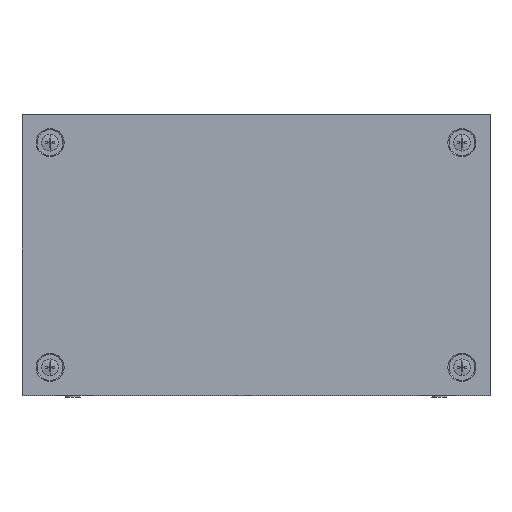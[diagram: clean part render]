
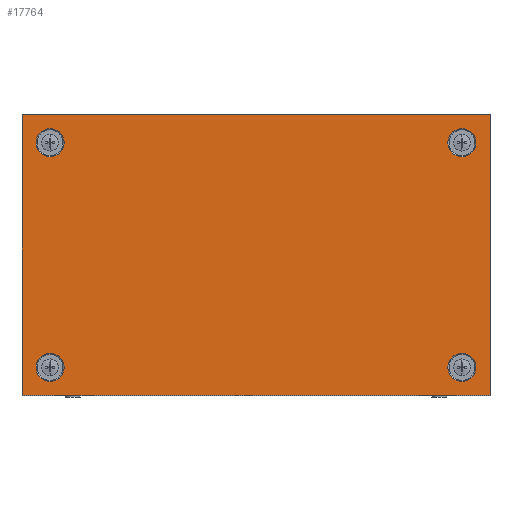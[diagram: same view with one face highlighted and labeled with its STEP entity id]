
A CAD part, top view. The second image highlights one B-rep face of the part: STEP entity #17764.
In plain terms, the highlighted planar face has unit normal (0, 0, 1).
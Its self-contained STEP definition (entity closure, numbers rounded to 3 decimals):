
#147 = CARTESIAN_POINT ( 'NONE',  ( 15., 15., 0. ) ) ;
#400 = VECTOR ( 'NONE', #18069, 1000. ) ;
#660 = CARTESIAN_POINT ( 'NONE',  ( 227.5, 15., 0. ) ) ;
#698 = CARTESIAN_POINT ( 'NONE',  ( 0., 0., 0. ) ) ;
#904 = VERTEX_POINT ( 'NONE', #4583 ) ;
#1257 = VERTEX_POINT ( 'NONE', #4125 ) ;
#1299 = EDGE_LOOP ( 'NONE', ( #10336, #8772 ) ) ;
#1395 = AXIS2_PLACEMENT_3D ( 'NONE', #4755, #18494, #10231 ) ;
#1414 = CARTESIAN_POINT ( 'NONE',  ( 242.5, 15., 0. ) ) ;
#1773 = EDGE_CURVE ( 'NONE', #20574, #5197, #4127, .T. ) ;
#2621 = FACE_BOUND ( 'NONE', #1299, .T. ) ;
#2707 = LINE ( 'NONE', #11449, #15535 ) ;
#2986 = DIRECTION ( 'NONE',  ( 0., 0., 1. ) ) ;
#3063 = CARTESIAN_POINT ( 'NONE',  ( 7.5, 15., 0. ) ) ;
#3203 = CARTESIAN_POINT ( 'NONE',  ( 15., 135., 0. ) ) ;
#3209 = CIRCLE ( 'NONE', #11821, 7.5 ) ;
#3348 = CIRCLE ( 'NONE', #19537, 7.5 ) ;
#3515 = LINE ( 'NONE', #5429, #20645 ) ;
#3831 = EDGE_CURVE ( 'NONE', #904, #18958, #8348, .T. ) ;
#3836 = CARTESIAN_POINT ( 'NONE',  ( 15., 15., 0. ) ) ;
#3849 = DIRECTION ( 'NONE',  ( 0., 0., 1. ) ) ;
#3963 = FACE_BOUND ( 'NONE', #14549, .T. ) ;
#4125 = CARTESIAN_POINT ( 'NONE',  ( 0., 0., 0. ) ) ;
#4127 = CIRCLE ( 'NONE', #12013, 7.5 ) ;
#4181 = ORIENTED_EDGE ( 'NONE', *, *, #9348, .F. ) ;
#4211 = CARTESIAN_POINT ( 'NONE',  ( 0., 150., 0. ) ) ;
#4308 = EDGE_LOOP ( 'NONE', ( #21857, #16898, #10910, #4687 ) ) ;
#4583 = CARTESIAN_POINT ( 'NONE',  ( 7.5, 135., 0. ) ) ;
#4687 = ORIENTED_EDGE ( 'NONE', *, *, #22131, .T. ) ;
#4755 = CARTESIAN_POINT ( 'NONE',  ( 15., 135., 0. ) ) ;
#5197 = VERTEX_POINT ( 'NONE', #3063 ) ;
#5203 = VERTEX_POINT ( 'NONE', #4211 ) ;
#5429 = CARTESIAN_POINT ( 'NONE',  ( 0., 0., 0. ) ) ;
#6680 = EDGE_CURVE ( 'NONE', #10837, #15589, #11221, .T. ) ;
#6849 = VECTOR ( 'NONE', #16680, 1000. ) ;
#7040 = VERTEX_POINT ( 'NONE', #15432 ) ;
#7128 = VERTEX_POINT ( 'NONE', #19653 ) ;
#7146 = EDGE_LOOP ( 'NONE', ( #8102, #9009 ) ) ;
#7326 = DIRECTION ( 'NONE',  ( 0., 0., 1. ) ) ;
#7462 = DIRECTION ( 'NONE',  ( 0., 0., -1. ) ) ;
#7464 = EDGE_CURVE ( 'NONE', #15589, #10837, #17115, .T. ) ;
#8015 = CIRCLE ( 'NONE', #13051, 7.5 ) ;
#8102 = ORIENTED_EDGE ( 'NONE', *, *, #6680, .F. ) ;
#8241 = CIRCLE ( 'NONE', #1395, 7.5 ) ;
#8348 = CIRCLE ( 'NONE', #21006, 7.5 ) ;
#8672 = FACE_BOUND ( 'NONE', #7146, .T. ) ;
#8748 = CARTESIAN_POINT ( 'NONE',  ( 22.5, 135., 0. ) ) ;
#8772 = ORIENTED_EDGE ( 'NONE', *, *, #9334, .F. ) ;
#9009 = ORIENTED_EDGE ( 'NONE', *, *, #7464, .F. ) ;
#9221 = DIRECTION ( 'NONE',  ( 1., 0., 0. ) ) ;
#9334 = EDGE_CURVE ( 'NONE', #5197, #20574, #8015, .T. ) ;
#9348 = EDGE_CURVE ( 'NONE', #9799, #7040, #3348, .T. ) ;
#9353 = EDGE_CURVE ( 'NONE', #5203, #1257, #3515, .T. ) ;
#9469 = PLANE ( 'NONE',  #16255 ) ;
#9636 = DIRECTION ( 'NONE',  ( 0., 0., 1. ) ) ;
#9652 = EDGE_LOOP ( 'NONE', ( #15779, #4181 ) ) ;
#9799 = VERTEX_POINT ( 'NONE', #19716 ) ;
#10231 = DIRECTION ( 'NONE',  ( 1., 0., 0. ) ) ;
#10336 = ORIENTED_EDGE ( 'NONE', *, *, #1773, .F. ) ;
#10461 = DIRECTION ( 'NONE',  ( 0., -1., 0. ) ) ;
#10619 = AXIS2_PLACEMENT_3D ( 'NONE', #16200, #18149, #20084 ) ;
#10687 = DIRECTION ( 'NONE',  ( 1., 0., 0. ) ) ;
#10814 = ORIENTED_EDGE ( 'NONE', *, *, #3831, .F. ) ;
#10837 = VERTEX_POINT ( 'NONE', #1414 ) ;
#10839 = CARTESIAN_POINT ( 'NONE',  ( 235., 135., 0. ) ) ;
#10910 = ORIENTED_EDGE ( 'NONE', *, *, #9353, .T. ) ;
#11221 = CIRCLE ( 'NONE', #18806, 7.5 ) ;
#11449 = CARTESIAN_POINT ( 'NONE',  ( 0., 0., 0. ) ) ;
#11523 = DIRECTION ( 'NONE',  ( 1., 0., 0. ) ) ;
#11821 = AXIS2_PLACEMENT_3D ( 'NONE', #10839, #17749, #18407 ) ;
#12013 = AXIS2_PLACEMENT_3D ( 'NONE', #3836, #7326, #9221 ) ;
#12652 = LINE ( 'NONE', #16018, #400 ) ;
#13017 = EDGE_CURVE ( 'NONE', #7040, #9799, #3209, .T. ) ;
#13051 = AXIS2_PLACEMENT_3D ( 'NONE', #147, #3849, #18959 ) ;
#13469 = EDGE_CURVE ( 'NONE', #18958, #904, #8241, .T. ) ;
#13879 = DIRECTION ( 'NONE',  ( 0., 0., 1. ) ) ;
#14404 = ORIENTED_EDGE ( 'NONE', *, *, #13469, .F. ) ;
#14549 = EDGE_LOOP ( 'NONE', ( #14404, #10814 ) ) ;
#14770 = LINE ( 'NONE', #18275, #6849 ) ;
#15432 = CARTESIAN_POINT ( 'NONE',  ( 242.5, 135., 0. ) ) ;
#15535 = VECTOR ( 'NONE', #16415, 1000. ) ;
#15537 = FACE_BOUND ( 'NONE', #9652, .T. ) ;
#15589 = VERTEX_POINT ( 'NONE', #660 ) ;
#15779 = ORIENTED_EDGE ( 'NONE', *, *, #13017, .F. ) ;
#16018 = CARTESIAN_POINT ( 'NONE',  ( 0., 150., 0. ) ) ;
#16168 = DIRECTION ( 'NONE',  ( 1., 0., 0. ) ) ;
#16200 = CARTESIAN_POINT ( 'NONE',  ( 235., 15., 0. ) ) ;
#16216 = DIRECTION ( 'NONE',  ( -1., 0., 0. ) ) ;
#16255 = AXIS2_PLACEMENT_3D ( 'NONE', #698, #7462, #16216 ) ;
#16411 = CARTESIAN_POINT ( 'NONE',  ( 22.5, 15., 0. ) ) ;
#16415 = DIRECTION ( 'NONE',  ( 1., 0., 0. ) ) ;
#16680 = DIRECTION ( 'NONE',  ( 0., 1., 0. ) ) ;
#16898 = ORIENTED_EDGE ( 'NONE', *, *, #20105, .T. ) ;
#17115 = CIRCLE ( 'NONE', #10619, 7.5 ) ;
#17749 = DIRECTION ( 'NONE',  ( 0., 0., 1. ) ) ;
#17764 = ADVANCED_FACE ( 'NONE', ( #8672, #15537, #3963, #2621, #18049 ), #9469, .F. ) ;
#18049 = FACE_OUTER_BOUND ( 'NONE', #4308, .T. ) ;
#18069 = DIRECTION ( 'NONE',  ( -1., 0., 0. ) ) ;
#18149 = DIRECTION ( 'NONE',  ( 0., 0., 1. ) ) ;
#18222 = VERTEX_POINT ( 'NONE', #20397 ) ;
#18275 = CARTESIAN_POINT ( 'NONE',  ( 250., 0., 0. ) ) ;
#18407 = DIRECTION ( 'NONE',  ( 1., 0., 0. ) ) ;
#18494 = DIRECTION ( 'NONE',  ( 0., 0., 1. ) ) ;
#18806 = AXIS2_PLACEMENT_3D ( 'NONE', #21312, #9636, #16168 ) ;
#18958 = VERTEX_POINT ( 'NONE', #8748 ) ;
#18959 = DIRECTION ( 'NONE',  ( 1., 0., 0. ) ) ;
#19198 = EDGE_CURVE ( 'NONE', #18222, #7128, #14770, .T. ) ;
#19292 = CARTESIAN_POINT ( 'NONE',  ( 235., 135., 0. ) ) ;
#19537 = AXIS2_PLACEMENT_3D ( 'NONE', #19292, #13879, #10687 ) ;
#19653 = CARTESIAN_POINT ( 'NONE',  ( 250., 150., 0. ) ) ;
#19716 = CARTESIAN_POINT ( 'NONE',  ( 227.5, 135., 0. ) ) ;
#20084 = DIRECTION ( 'NONE',  ( 1., 0., 0. ) ) ;
#20105 = EDGE_CURVE ( 'NONE', #7128, #5203, #12652, .T. ) ;
#20397 = CARTESIAN_POINT ( 'NONE',  ( 250., 0., 0. ) ) ;
#20574 = VERTEX_POINT ( 'NONE', #16411 ) ;
#20645 = VECTOR ( 'NONE', #10461, 1000. ) ;
#21006 = AXIS2_PLACEMENT_3D ( 'NONE', #3203, #2986, #11523 ) ;
#21312 = CARTESIAN_POINT ( 'NONE',  ( 235., 15., 0. ) ) ;
#21857 = ORIENTED_EDGE ( 'NONE', *, *, #19198, .T. ) ;
#22131 = EDGE_CURVE ( 'NONE', #1257, #18222, #2707, .T. ) ;
